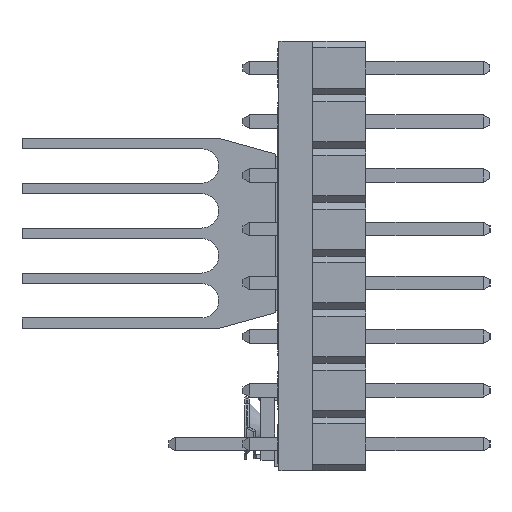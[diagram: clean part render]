
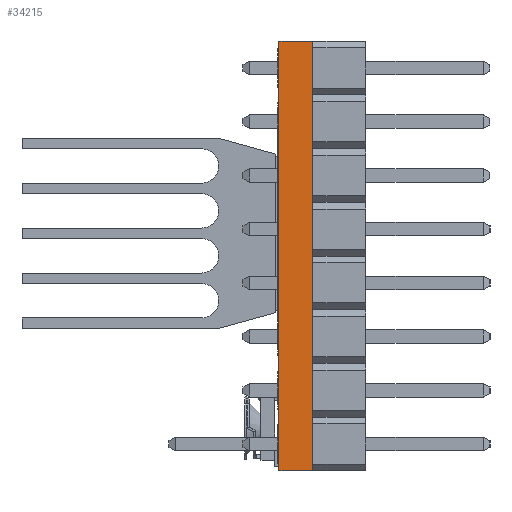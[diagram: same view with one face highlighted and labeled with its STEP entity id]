
A CAD part, left-side view. The second image highlights one B-rep face of the part: STEP entity #34215.
In plain terms, the highlighted planar face has unit normal (-1, 0, 0).
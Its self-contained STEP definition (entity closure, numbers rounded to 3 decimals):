
#756 = DIRECTION ( 'NONE',  ( 0., -1., 0. ) ) ;
#1875 = DIRECTION ( 'NONE',  ( 0., -1., 0. ) ) ;
#3436 = CARTESIAN_POINT ( 'NONE',  ( -7.62, 1.6, 10.16 ) ) ;
#3637 = LINE ( 'NONE', #15234, #34405 ) ;
#5889 = VECTOR ( 'NONE', #37400, 1000. ) ;
#6422 = AXIS2_PLACEMENT_3D ( 'NONE', #3436, #9338, #15215 ) ;
#7071 = CARTESIAN_POINT ( 'NONE',  ( -7.62, 1.6, 10.16 ) ) ;
#9338 = DIRECTION ( 'NONE',  ( 1., 0., 0. ) ) ;
#10948 = CARTESIAN_POINT ( 'NONE',  ( -7.62, 0., -10.16 ) ) ;
#12290 = PLANE ( 'NONE',  #6422 ) ;
#13311 = DIRECTION ( 'NONE',  ( 0., 0., 1. ) ) ;
#13599 = EDGE_CURVE ( 'NONE', #30155, #22011, #22188, .T. ) ;
#15028 = VECTOR ( 'NONE', #13311, 1000. ) ;
#15215 = DIRECTION ( 'NONE',  ( 0., 0., -1. ) ) ;
#15234 = CARTESIAN_POINT ( 'NONE',  ( -7.62, 1.6, -10.16 ) ) ;
#15319 = VECTOR ( 'NONE', #1875, 1000. ) ;
#16145 = CARTESIAN_POINT ( 'NONE',  ( -7.62, 0., 10.16 ) ) ;
#16664 = EDGE_CURVE ( 'NONE', #24590, #22011, #20420, .T. ) ;
#20420 = LINE ( 'NONE', #37806, #15319 ) ;
#21977 = EDGE_CURVE ( 'NONE', #30752, #24590, #31248, .T. ) ;
#22011 = VERTEX_POINT ( 'NONE', #31061 ) ;
#22188 = LINE ( 'NONE', #16145, #5889 ) ;
#24590 = VERTEX_POINT ( 'NONE', #29637 ) ;
#25914 = ORIENTED_EDGE ( 'NONE', *, *, #16664, .F. ) ;
#27094 = EDGE_CURVE ( 'NONE', #30752, #30155, #3637, .T. ) ;
#27499 = FACE_OUTER_BOUND ( 'NONE', #35319, .T. ) ;
#27852 = ORIENTED_EDGE ( 'NONE', *, *, #27094, .T. ) ;
#28678 = ORIENTED_EDGE ( 'NONE', *, *, #13599, .T. ) ;
#29637 = CARTESIAN_POINT ( 'NONE',  ( -7.62, 1.6, 10.16 ) ) ;
#29816 = ORIENTED_EDGE ( 'NONE', *, *, #21977, .F. ) ;
#30155 = VERTEX_POINT ( 'NONE', #10948 ) ;
#30241 = CARTESIAN_POINT ( 'NONE',  ( -7.62, 1.6, -10.16 ) ) ;
#30752 = VERTEX_POINT ( 'NONE', #30241 ) ;
#31061 = CARTESIAN_POINT ( 'NONE',  ( -7.62, 0., 10.16 ) ) ;
#31248 = LINE ( 'NONE', #7071, #15028 ) ;
#34215 = ADVANCED_FACE ( 'NONE', ( #27499 ), #12290, .F. ) ;
#34405 = VECTOR ( 'NONE', #756, 1000. ) ;
#35319 = EDGE_LOOP ( 'NONE', ( #28678, #25914, #29816, #27852 ) ) ;
#37400 = DIRECTION ( 'NONE',  ( 0., 0., 1. ) ) ;
#37806 = CARTESIAN_POINT ( 'NONE',  ( -7.62, 1.6, 10.16 ) ) ;
